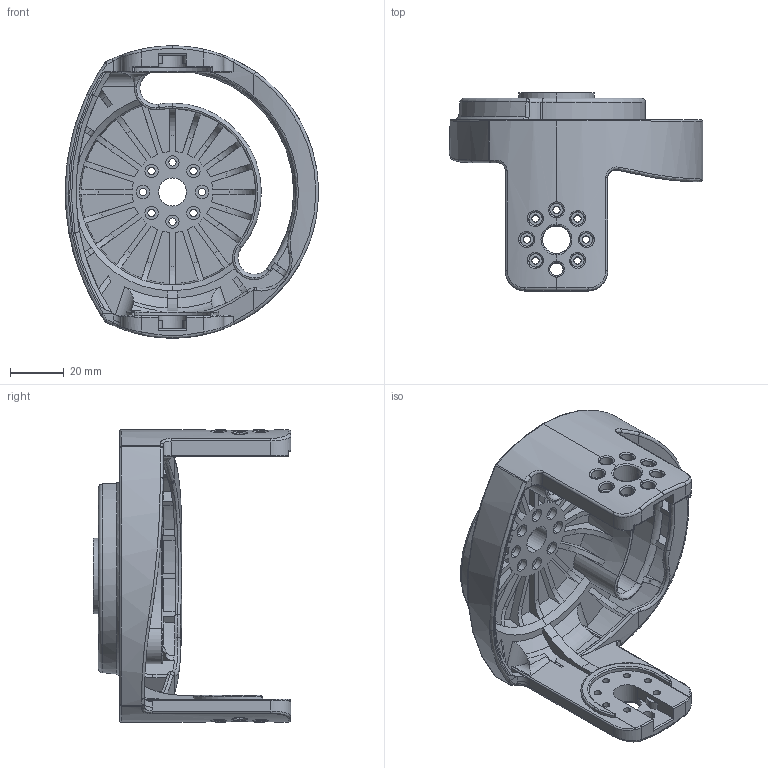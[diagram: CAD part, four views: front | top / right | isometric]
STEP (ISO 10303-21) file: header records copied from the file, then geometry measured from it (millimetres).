
FILE_DESCRIPTION (( 'STEP AP203' ), '1' );
FILE_NAME ('2015-09-18_Huefte_L.STEP', '2015-09-25T11:02:49', ( 'Anwender' ), ( '' ), 'SwSTEP 2.0', 'SolidWorks 2014', '' );
FILE_SCHEMA (( 'CONFIG_CONTROL_DESIGN' ));
Length unit declared in the file: millimetre
Products named in the file (1): 2015-09-18_Huefte_L
Bounding box: 94.02 x 73.5 x 108.5 mm (x, y, z)
Volume: 70328.8 mm3; surface area: 48835 mm2
Topology: 1 solids, 1 shells, 683 faces, 1845 edges, 1177 vertices
Faces by surface type: cylinder 250, plane 222, bspline 98, torus 77, cone 28, sphere 8
Entity records: 31542 total; most frequent: CARTESIAN_POINT 15091, ORIENTED_EDGE 3666, DIRECTION 3161, EDGE_CURVE 1833, AXIS2_PLACEMENT_3D 1239, VERTEX_POINT 1173, EDGE_LOOP 760, VECTOR 683
